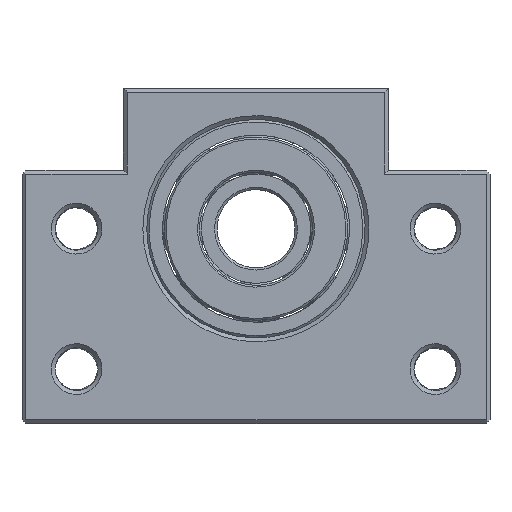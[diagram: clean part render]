
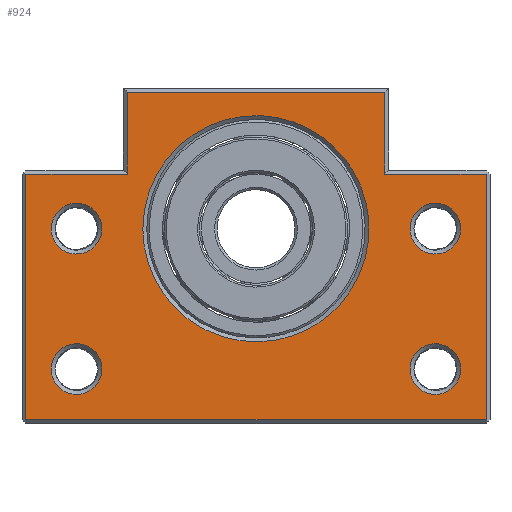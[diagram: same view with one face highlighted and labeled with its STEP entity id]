
A CAD part, left-side view. The second image highlights one B-rep face of the part: STEP entity #924.
In plain terms, the highlighted free-form (B-spline) face has degree [1, 1] with [2, 2] control points.
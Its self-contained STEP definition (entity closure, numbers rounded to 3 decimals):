
#133 = VERTEX_POINT('',#134);
#134 = CARTESIAN_POINT('',(-11.352,-33.49,
    -27.813));
#139 = EDGE_CURVE('',#133,#140,#142,.T.);
#140 = VERTEX_POINT('',#141);
#141 = CARTESIAN_POINT('',(-11.352,33.49,
    -27.813));
#142 = B_SPLINE_CURVE_WITH_KNOTS('',1,(#143,#144),.UNSPECIFIED.,.F.,.F.,
  (2,2),(0.5,59.5),.PIECEWISE_BEZIER_KNOTS.);
#143 = CARTESIAN_POINT('',(-11.352,-33.49,
    -27.813));
#144 = CARTESIAN_POINT('',(-11.352,33.49,
    -27.813));
#901 = EDGE_CURVE('',#902,#133,#904,.T.);
#902 = VERTEX_POINT('',#903);
#903 = CARTESIAN_POINT('',(-11.352,-33.49,
    7.947));
#904 = B_SPLINE_CURVE_WITH_KNOTS('',1,(#905,#906),.UNSPECIFIED.,.F.,.F.,
  (2,2),(0.5,32.),.PIECEWISE_BEZIER_KNOTS.);
#905 = CARTESIAN_POINT('',(-11.352,-33.49,
    7.947));
#906 = CARTESIAN_POINT('',(-11.352,-33.49,
    -27.813));
#924 = ADVANCED_FACE('',(#925,#969,#983,#997,#1011,#1025),#1039,.F.);
#925 = FACE_BOUND('',#926,.F.);
#926 = EDGE_LOOP('',(#927,#928,#929,#936,#943,#950,#957,#964));
#927 = ORIENTED_EDGE('',*,*,#901,.T.);
#928 = ORIENTED_EDGE('',*,*,#139,.T.);
#929 = ORIENTED_EDGE('',*,*,#930,.T.);
#930 = EDGE_CURVE('',#140,#931,#933,.T.);
#931 = VERTEX_POINT('',#932);
#932 = CARTESIAN_POINT('',(-11.352,33.49,
    7.947));
#933 = B_SPLINE_CURVE_WITH_KNOTS('',1,(#934,#935),.UNSPECIFIED.,.F.,.F.,
  (2,2),(0.5,32.),.PIECEWISE_BEZIER_KNOTS.);
#934 = CARTESIAN_POINT('',(-11.352,33.49,
    -27.813));
#935 = CARTESIAN_POINT('',(-11.352,33.49,
    7.947));
#936 = ORIENTED_EDGE('',*,*,#937,.T.);
#937 = EDGE_CURVE('',#931,#938,#940,.T.);
#938 = VERTEX_POINT('',#939);
#939 = CARTESIAN_POINT('',(-11.352,18.731,7.947
    ));
#940 = B_SPLINE_CURVE_WITH_KNOTS('',1,(#941,#942),.UNSPECIFIED.,.F.,.F.,
  (2,2),(0.5,13.5),.PIECEWISE_BEZIER_KNOTS.);
#941 = CARTESIAN_POINT('',(-11.352,33.49,
    7.947));
#942 = CARTESIAN_POINT('',(-11.352,18.731,7.947
    ));
#943 = ORIENTED_EDGE('',*,*,#944,.T.);
#944 = EDGE_CURVE('',#938,#945,#947,.T.);
#945 = VERTEX_POINT('',#946);
#946 = CARTESIAN_POINT('',(-11.352,18.731,
    19.867));
#947 = B_SPLINE_CURVE_WITH_KNOTS('',1,(#948,#949),.UNSPECIFIED.,.F.,.F.,
  (2,2),(-0.5,10.),.PIECEWISE_BEZIER_KNOTS.);
#948 = CARTESIAN_POINT('',(-11.352,18.731,7.947
    ));
#949 = CARTESIAN_POINT('',(-11.352,18.731,
    19.867));
#950 = ORIENTED_EDGE('',*,*,#951,.T.);
#951 = EDGE_CURVE('',#945,#952,#954,.T.);
#952 = VERTEX_POINT('',#953);
#953 = CARTESIAN_POINT('',(-11.352,-18.731,
    19.867));
#954 = B_SPLINE_CURVE_WITH_KNOTS('',1,(#955,#956),.UNSPECIFIED.,.F.,.F.,
  (2,2),(0.5,33.5),.PIECEWISE_BEZIER_KNOTS.);
#955 = CARTESIAN_POINT('',(-11.352,18.731,
    19.867));
#956 = CARTESIAN_POINT('',(-11.352,-18.731,
    19.867));
#957 = ORIENTED_EDGE('',*,*,#958,.T.);
#958 = EDGE_CURVE('',#952,#959,#961,.T.);
#959 = VERTEX_POINT('',#960);
#960 = CARTESIAN_POINT('',(-11.352,-18.731,
    7.947));
#961 = B_SPLINE_CURVE_WITH_KNOTS('',1,(#962,#963),.UNSPECIFIED.,.F.,.F.,
  (2,2),(0.5,11.),.PIECEWISE_BEZIER_KNOTS.);
#962 = CARTESIAN_POINT('',(-11.352,-18.731,
    19.867));
#963 = CARTESIAN_POINT('',(-11.352,-18.731,
    7.947));
#964 = ORIENTED_EDGE('',*,*,#965,.T.);
#965 = EDGE_CURVE('',#959,#902,#966,.T.);
#966 = B_SPLINE_CURVE_WITH_KNOTS('',1,(#967,#968),.UNSPECIFIED.,.F.,.F.,
  (2,2),(-0.5,12.5),.PIECEWISE_BEZIER_KNOTS.);
#967 = CARTESIAN_POINT('',(-11.352,-18.731,
    7.947));
#968 = CARTESIAN_POINT('',(-11.352,-33.49,
    7.947));
#969 = FACE_BOUND('',#970,.F.);
#970 = EDGE_LOOP('',(#971));
#971 = ORIENTED_EDGE('',*,*,#972,.F.);
#972 = EDGE_CURVE('',#973,#973,#975,.T.);
#973 = VERTEX_POINT('',#974);
#974 = CARTESIAN_POINT('',(-11.352,16.461,
    0.));
#975 = ( BOUNDED_CURVE() B_SPLINE_CURVE(2,(#976,#977,#978,#979,#980,#981
,#982),.UNSPECIFIED.,.T.,.F.) B_SPLINE_CURVE_WITH_KNOTS((1,2,2,2,2,1),(
    -2.094,0.,2.094,4.189,6.283,
8.378),.UNSPECIFIED.) CURVE() GEOMETRIC_REPRESENTATION_ITEM() 
RATIONAL_B_SPLINE_CURVE((1.,0.5,1.,0.5,1.,0.5,1.)) REPRESENTATION_ITEM(
  '') );
#976 = CARTESIAN_POINT('',(-11.352,16.461,
    0.));
#977 = CARTESIAN_POINT('',(-11.352,16.461,
    28.511));
#978 = CARTESIAN_POINT('',(-11.352,-8.23,
    14.256));
#979 = CARTESIAN_POINT('',(-11.352,-32.922,
    0.));
#980 = CARTESIAN_POINT('',(-11.352,-8.23,
    -14.256));
#981 = CARTESIAN_POINT('',(-11.352,16.461,
    -28.511));
#982 = CARTESIAN_POINT('',(-11.352,16.461,
    0.));
#983 = FACE_BOUND('',#984,.F.);
#984 = EDGE_LOOP('',(#985));
#985 = ORIENTED_EDGE('',*,*,#986,.F.);
#986 = EDGE_CURVE('',#987,#987,#989,.T.);
#987 = VERTEX_POINT('',#988);
#988 = CARTESIAN_POINT('',(-11.352,29.8,
    -20.434));
#989 = ( BOUNDED_CURVE() B_SPLINE_CURVE(2,(#990,#991,#992,#993,#994,#995
,#996),.UNSPECIFIED.,.T.,.F.) B_SPLINE_CURVE_WITH_KNOTS((1,2,2,2,2,1),(
    -2.094,0.,2.094,4.189,6.283,
8.378),.UNSPECIFIED.) CURVE() GEOMETRIC_REPRESENTATION_ITEM() 
RATIONAL_B_SPLINE_CURVE((1.,0.5,1.,0.5,1.,0.5,1.)) REPRESENTATION_ITEM(
  '') );
#990 = CARTESIAN_POINT('',(-11.352,29.8,
    -20.434));
#991 = CARTESIAN_POINT('',(-11.352,29.8,
    -14.044));
#992 = CARTESIAN_POINT('',(-11.352,24.266,-17.239
    ));
#993 = CARTESIAN_POINT('',(-11.352,18.731,
    -20.434));
#994 = CARTESIAN_POINT('',(-11.352,24.266,
    -23.63));
#995 = CARTESIAN_POINT('',(-11.352,29.8,
    -26.825));
#996 = CARTESIAN_POINT('',(-11.352,29.8,
    -20.434));
#997 = FACE_BOUND('',#998,.F.);
#998 = EDGE_LOOP('',(#999));
#999 = ORIENTED_EDGE('',*,*,#1000,.F.);
#1000 = EDGE_CURVE('',#1001,#1001,#1003,.T.);
#1001 = VERTEX_POINT('',#1002);
#1002 = CARTESIAN_POINT('',(-11.352,-22.421,
    -20.434));
#1003 = ( BOUNDED_CURVE() B_SPLINE_CURVE(2,(#1004,#1005,#1006,#1007,
#1008,#1009,#1010),.UNSPECIFIED.,.T.,.F.) B_SPLINE_CURVE_WITH_KNOTS((1,2
    ,2,2,2,1),(-2.094,0.,2.094,4.189,
6.283,8.378),.UNSPECIFIED.) CURVE() 
GEOMETRIC_REPRESENTATION_ITEM() RATIONAL_B_SPLINE_CURVE((1.,0.5,1.,0.5,
1.,0.5,1.)) REPRESENTATION_ITEM('') );
#1004 = CARTESIAN_POINT('',(-11.352,-22.421,
    -20.434));
#1005 = CARTESIAN_POINT('',(-11.352,-22.421,
    -14.044));
#1006 = CARTESIAN_POINT('',(-11.352,-27.955,
    -17.239));
#1007 = CARTESIAN_POINT('',(-11.352,-33.49,
    -20.434));
#1008 = CARTESIAN_POINT('',(-11.352,-27.955,
    -23.63));
#1009 = CARTESIAN_POINT('',(-11.352,-22.421,
    -26.825));
#1010 = CARTESIAN_POINT('',(-11.352,-22.421,
    -20.434));
#1011 = FACE_BOUND('',#1012,.F.);
#1012 = EDGE_LOOP('',(#1013));
#1013 = ORIENTED_EDGE('',*,*,#1014,.F.);
#1014 = EDGE_CURVE('',#1015,#1015,#1017,.T.);
#1015 = VERTEX_POINT('',#1016);
#1016 = CARTESIAN_POINT('',(-11.352,29.8,
    0.));
#1017 = ( BOUNDED_CURVE() B_SPLINE_CURVE(2,(#1018,#1019,#1020,#1021,
#1022,#1023,#1024),.UNSPECIFIED.,.T.,.F.) B_SPLINE_CURVE_WITH_KNOTS((1,2
    ,2,2,2,1),(-2.094,0.,2.094,4.189,
6.283,8.378),.UNSPECIFIED.) CURVE() 
GEOMETRIC_REPRESENTATION_ITEM() RATIONAL_B_SPLINE_CURVE((1.,0.5,1.,0.5,
1.,0.5,1.)) REPRESENTATION_ITEM('') );
#1018 = CARTESIAN_POINT('',(-11.352,29.8,
    0.));
#1019 = CARTESIAN_POINT('',(-11.352,29.8,
    6.39));
#1020 = CARTESIAN_POINT('',(-11.352,24.266,
    3.195));
#1021 = CARTESIAN_POINT('',(-11.352,18.731,
    0.));
#1022 = CARTESIAN_POINT('',(-11.352,24.266,
    -3.195));
#1023 = CARTESIAN_POINT('',(-11.352,29.8,
    -6.39));
#1024 = CARTESIAN_POINT('',(-11.352,29.8,
    0.));
#1025 = FACE_BOUND('',#1026,.F.);
#1026 = EDGE_LOOP('',(#1027));
#1027 = ORIENTED_EDGE('',*,*,#1028,.F.);
#1028 = EDGE_CURVE('',#1029,#1029,#1031,.T.);
#1029 = VERTEX_POINT('',#1030);
#1030 = CARTESIAN_POINT('',(-11.352,-22.421,
    0.));
#1031 = ( BOUNDED_CURVE() B_SPLINE_CURVE(2,(#1032,#1033,#1034,#1035,
#1036,#1037,#1038),.UNSPECIFIED.,.T.,.F.) B_SPLINE_CURVE_WITH_KNOTS((1,2
    ,2,2,2,1),(-2.094,0.,2.094,4.189,
6.283,8.378),.UNSPECIFIED.) CURVE() 
GEOMETRIC_REPRESENTATION_ITEM() RATIONAL_B_SPLINE_CURVE((1.,0.5,1.,0.5,
1.,0.5,1.)) REPRESENTATION_ITEM('') );
#1032 = CARTESIAN_POINT('',(-11.352,-22.421,
    0.));
#1033 = CARTESIAN_POINT('',(-11.352,-22.421,
    6.39));
#1034 = CARTESIAN_POINT('',(-11.352,-27.955,
    3.195));
#1035 = CARTESIAN_POINT('',(-11.352,-33.49,
    0.));
#1036 = CARTESIAN_POINT('',(-11.352,-27.955,
    -3.195));
#1037 = CARTESIAN_POINT('',(-11.352,-22.421,
    -6.39));
#1038 = CARTESIAN_POINT('',(-11.352,-22.421,
    0.));
#1039 = B_SPLINE_SURFACE_WITH_KNOTS('',1,1,(
    (#1040,#1041)
    ,(#1042,#1043
    )),.UNSPECIFIED.,.F.,.F.,.F.,(2,2),(2,2),(-20.009,
    21.991),(-29.5,29.5),.PIECEWISE_BEZIER_KNOTS.);
#1040 = CARTESIAN_POINT('',(-11.352,33.49,
    -27.813));
#1041 = CARTESIAN_POINT('',(-11.352,-33.49,
    -27.813));
#1042 = CARTESIAN_POINT('',(-11.352,33.49,
    19.867));
#1043 = CARTESIAN_POINT('',(-11.352,-33.49,
    19.867));
